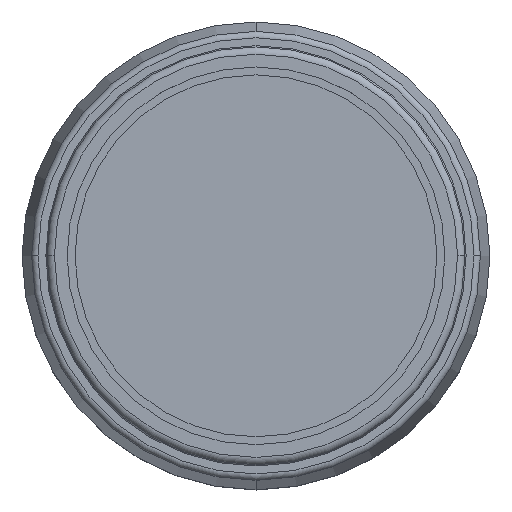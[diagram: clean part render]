
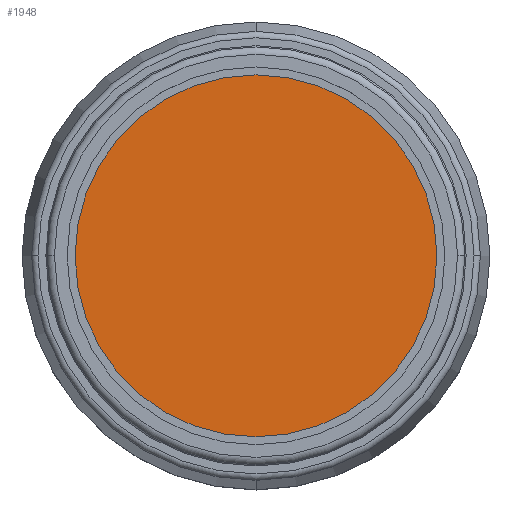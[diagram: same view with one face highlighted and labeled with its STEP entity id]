
A CAD part, top view. The second image highlights one B-rep face of the part: STEP entity #1948.
In plain terms, the highlighted planar face has unit normal (0, 0, 1).
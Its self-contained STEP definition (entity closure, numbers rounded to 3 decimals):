
#1056=CARTESIAN_POINT('',(0.,11.41,10.0));
#1057=VERTEX_POINT('',#1056);
#1066=CARTESIAN_POINT('',(0.,-11.41,10.0));
#1067=VERTEX_POINT('',#1066);
#1068=CARTESIAN_POINT('',(0.,0.0,10.0));
#1069=DIRECTION('',(0.0,0.0,1.0));
#1070=DIRECTION('',(0.0,1.0,0.0));
#1071=AXIS2_PLACEMENT_3D('',#1068,#1069,#1070);
#1072=CIRCLE('',#1071,11.41);
#1073=EDGE_CURVE('',#1067,#1057,#1072,.T.);
#1929=CARTESIAN_POINT('',(0.,0.0,10.0));
#1930=DIRECTION('',(0.0,0.0,1.0));
#1931=DIRECTION('',(0.0,1.0,0.0));
#1932=AXIS2_PLACEMENT_3D('',#1929,#1930,#1931);
#1933=CIRCLE('',#1932,11.41);
#1934=EDGE_CURVE('',#1057,#1067,#1933,.T.);
#1939=CARTESIAN_POINT('',(0.,5.705,10.0));
#1940=DIRECTION('',(0.0,0.0,1.0));
#1941=DIRECTION('',(1.0,0.0,0.0));
#1942=AXIS2_PLACEMENT_3D('',#1939,#1940,#1941);
#1943=PLANE('',#1942);
#1944=ORIENTED_EDGE('',*,*,#1934,.T.);
#1945=ORIENTED_EDGE('',*,*,#1073,.T.);
#1946=EDGE_LOOP('',(#1944,#1945));
#1947=FACE_OUTER_BOUND('',#1946,.T.);
#1948=ADVANCED_FACE('',(#1947),#1943,.T.);
